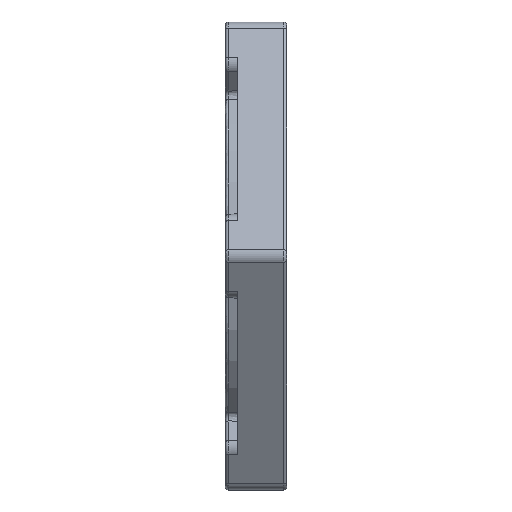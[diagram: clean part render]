
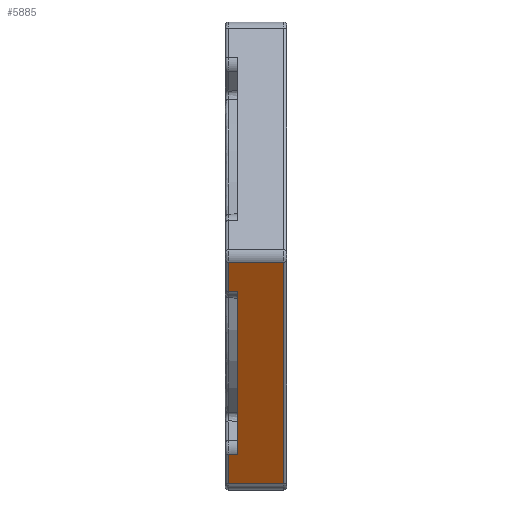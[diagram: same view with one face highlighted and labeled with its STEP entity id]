
A CAD part, left-side view. The second image highlights one B-rep face of the part: STEP entity #5885.
In plain terms, the highlighted planar face has unit normal (-0.866, 0, -0.5).
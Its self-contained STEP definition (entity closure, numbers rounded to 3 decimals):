
#14 = DIRECTION ( 'NONE',  ( 0.5, 0., -0.866 ) ) ;
#304 = CARTESIAN_POINT ( 'NONE',  ( -12.646, 4., -16.097 ) ) ;
#324 = DIRECTION ( 'NONE',  ( -0.028, -0.998, 0.048 ) ) ;
#384 = CARTESIAN_POINT ( 'NONE',  ( -10.97, 4.75, -19. ) ) ;
#457 = VERTEX_POINT ( 'NONE', #2835 ) ;
#513 = VECTOR ( 'NONE', #3521, 1000. ) ;
#602 = CARTESIAN_POINT ( 'NONE',  ( -11.258, 5., -18.5 ) ) ;
#743 = EDGE_LOOP ( 'NONE', ( #3054, #1394, #3277, #2516, #3707, #3191, #5954, #2825 ) ) ;
#1038 = CARTESIAN_POINT ( 'NONE',  ( -10.97, 4., -19. ) ) ;
#1047 = VERTEX_POINT ( 'NONE', #1048 ) ;
#1048 = CARTESIAN_POINT ( 'NONE',  ( -21.651, 0.25, -0.5 ) ) ;
#1099 = PLANE ( 'NONE',  #3345 ) ;
#1117 = VECTOR ( 'NONE', #3109, 1000. ) ;
#1122 = VERTEX_POINT ( 'NONE', #3506 ) ;
#1194 = CARTESIAN_POINT ( 'NONE',  ( -20.263, 4., -2.903 ) ) ;
#1202 = CARTESIAN_POINT ( 'NONE',  ( -21.651, 5., -0.5 ) ) ;
#1394 = ORIENTED_EDGE ( 'NONE', *, *, #3427, .F. ) ;
#1398 = CARTESIAN_POINT ( 'NONE',  ( -11.258, 4.75, -18.5 ) ) ;
#1417 = EDGE_CURVE ( 'NONE', #3104, #457, #1570, .T. ) ;
#1427 = EDGE_CURVE ( 'NONE', #1047, #1122, #5725, .T. ) ;
#1481 = DIRECTION ( 'NONE',  ( -0.5, 0., 0.866 ) ) ;
#1570 = LINE ( 'NONE', #5213, #4572 ) ;
#1631 = LINE ( 'NONE', #602, #513 ) ;
#1670 = LINE ( 'NONE', #1202, #3133 ) ;
#1690 = CARTESIAN_POINT ( 'NONE',  ( -12.625, 4.75, -16.133 ) ) ;
#1713 = VECTOR ( 'NONE', #2283, 1000. ) ;
#2061 = DIRECTION ( 'NONE',  ( -0.5, 0., 0.866 ) ) ;
#2127 = VERTEX_POINT ( 'NONE', #3416 ) ;
#2137 = CARTESIAN_POINT ( 'NONE',  ( -20.284, 4.75, -2.867 ) ) ;
#2259 = VERTEX_POINT ( 'NONE', #5346 ) ;
#2283 = DIRECTION ( 'NONE',  ( -0.5, 0., 0.866 ) ) ;
#2422 = VERTEX_POINT ( 'NONE', #1398 ) ;
#2516 = ORIENTED_EDGE ( 'NONE', *, *, #4529, .F. ) ;
#2637 = EDGE_CURVE ( 'NONE', #2422, #2259, #3211, .T. ) ;
#2683 = VECTOR ( 'NONE', #14, 1000. ) ;
#2825 = ORIENTED_EDGE ( 'NONE', *, *, #5246, .F. ) ;
#2835 = CARTESIAN_POINT ( 'NONE',  ( -21.651, 4.75, -0.5 ) ) ;
#3054 = ORIENTED_EDGE ( 'NONE', *, *, #1417, .F. ) ;
#3104 = VERTEX_POINT ( 'NONE', #2137 ) ;
#3109 = DIRECTION ( 'NONE',  ( -0.028, 0.998, 0.048 ) ) ;
#3133 = VECTOR ( 'NONE', #4988, 1000. ) ;
#3180 = DIRECTION ( 'NONE',  ( 0.5, 0., -0.866 ) ) ;
#3191 = ORIENTED_EDGE ( 'NONE', *, *, #3249, .F. ) ;
#3211 = LINE ( 'NONE', #384, #1713 ) ;
#3249 = EDGE_CURVE ( 'NONE', #1122, #2422, #1631, .T. ) ;
#3277 = ORIENTED_EDGE ( 'NONE', *, *, #5825, .F. ) ;
#3345 = AXIS2_PLACEMENT_3D ( 'NONE', #5049, #6065, #3180 ) ;
#3416 = CARTESIAN_POINT ( 'NONE',  ( -20.263, 4., -2.903 ) ) ;
#3427 = EDGE_CURVE ( 'NONE', #2127, #3104, #6032, .T. ) ;
#3506 = CARTESIAN_POINT ( 'NONE',  ( -11.258, 0.25, -18.5 ) ) ;
#3521 = DIRECTION ( 'NONE',  ( 0., 1., 0. ) ) ;
#3651 = VECTOR ( 'NONE', #2061, 1000. ) ;
#3660 = VECTOR ( 'NONE', #324, 1000. ) ;
#3707 = ORIENTED_EDGE ( 'NONE', *, *, #2637, .F. ) ;
#4529 = EDGE_CURVE ( 'NONE', #2259, #4888, #5043, .T. ) ;
#4572 = VECTOR ( 'NONE', #1481, 1000. ) ;
#4736 = CARTESIAN_POINT ( 'NONE',  ( -10.97, 0.25, -19. ) ) ;
#4888 = VERTEX_POINT ( 'NONE', #304 ) ;
#4948 = LINE ( 'NONE', #1038, #3651 ) ;
#4988 = DIRECTION ( 'NONE',  ( 0., -1., 0. ) ) ;
#5043 = LINE ( 'NONE', #1690, #3660 ) ;
#5049 = CARTESIAN_POINT ( 'NONE',  ( -10.97, 5., -19. ) ) ;
#5213 = CARTESIAN_POINT ( 'NONE',  ( -10.97, 4.75, -19. ) ) ;
#5246 = EDGE_CURVE ( 'NONE', #457, #1047, #1670, .T. ) ;
#5346 = CARTESIAN_POINT ( 'NONE',  ( -12.625, 4.75, -16.133 ) ) ;
#5360 = FACE_OUTER_BOUND ( 'NONE', #743, .T. ) ;
#5725 = LINE ( 'NONE', #4736, #2683 ) ;
#5825 = EDGE_CURVE ( 'NONE', #4888, #2127, #4948, .T. ) ;
#5885 = ADVANCED_FACE ( 'NONE', ( #5360 ), #1099, .F. ) ;
#5954 = ORIENTED_EDGE ( 'NONE', *, *, #1427, .F. ) ;
#6032 = LINE ( 'NONE', #1194, #1117 ) ;
#6065 = DIRECTION ( 'NONE',  ( 0.866, 0., 0.5 ) ) ;
